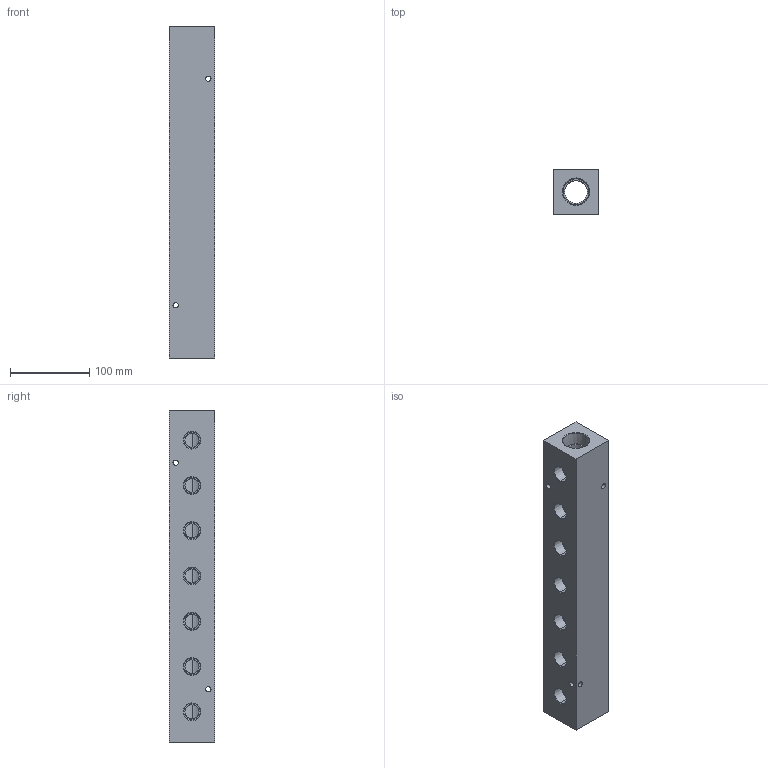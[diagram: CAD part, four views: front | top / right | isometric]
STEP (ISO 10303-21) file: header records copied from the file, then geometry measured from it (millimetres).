
FILE_DESCRIPTION (( 'STEP AP203' ), '1' );
FILE_NAME ('MRA-7GE-90.step', '2015-12-02T21:10:22', ( '' ), ( '' ), 'SwSTEP 2.0', 'SolidWorks 2015', '' );
FILE_SCHEMA (( 'CONFIG_CONTROL_DESIGN' ));
Length unit declared in the file: inch
Products named in the file (1): MRA-7GE-90
Bounding box: 57.15 x 57.15 x 419.1 mm (x, y, z)
Volume: 1008112.7 mm3; surface area: 149793.7 mm2
Topology: 1 solids, 1 shells, 132 faces, 317 edges, 192 vertices
Faces by surface type: cone 64, cylinder 46, plane 22
Entity records: 5208 total; most frequent: CARTESIAN_POINT 1970, DIRECTION 683, ORIENTED_EDGE 634, EDGE_CURVE 317, AXIS2_PLACEMENT_3D 277, VERTEX_POINT 192, EDGE_LOOP 179, CIRCLE 144
